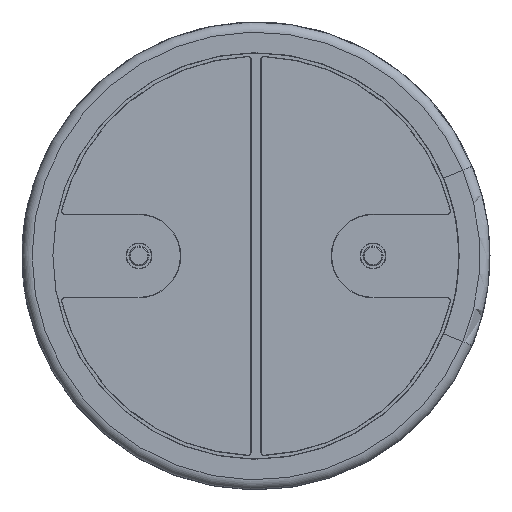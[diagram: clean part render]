
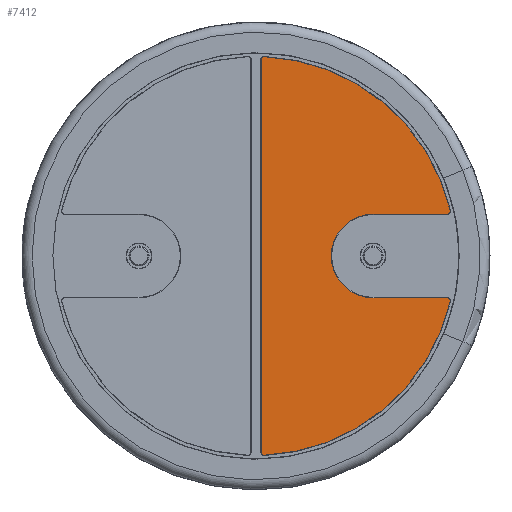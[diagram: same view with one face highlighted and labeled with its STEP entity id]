
A CAD part, front view. The second image highlights one B-rep face of the part: STEP entity #7412.
In plain terms, the highlighted planar face has unit normal (0, -1, 0).
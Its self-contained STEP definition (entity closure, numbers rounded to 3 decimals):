
#100=PLANE('',#7892);
#416=CIRCLE('',#7857,0.182);
#419=CIRCLE('',#7862,0.182);
#422=CIRCLE('',#7866,10.652);
#425=CIRCLE('',#7870,0.182);
#429=CIRCLE('',#7876,2.226);
#433=CIRCLE('',#7882,0.182);
#435=CIRCLE('',#7885,10.652);
#660=FACE_OUTER_BOUND('',#985,.T.);
#985=EDGE_LOOP('',(#6373,#6374,#6375,#6376,#6377,#6378,#6379,#6380,#6381,
#6382));
#1295=LINE('',#15778,#1576);
#1297=LINE('',#15802,#1578);
#1299=LINE('',#15814,#1580);
#1576=VECTOR('',#8948,10.);
#1578=VECTOR('',#8978,10.);
#1580=VECTOR('',#8992,10.);
#3164=VERTEX_POINT('',#15766);
#3167=VERTEX_POINT('',#15771);
#3169=VERTEX_POINT('',#15776);
#3171=VERTEX_POINT('',#15782);
#3173=VERTEX_POINT('',#15788);
#3175=VERTEX_POINT('',#15794);
#3177=VERTEX_POINT('',#15800);
#3179=VERTEX_POINT('',#15806);
#3181=VERTEX_POINT('',#15812);
#3183=VERTEX_POINT('',#15818);
#4248=EDGE_CURVE('',#3167,#3164,#416,.T.);
#4250=EDGE_CURVE('',#3169,#3167,#1295,.T.);
#4253=EDGE_CURVE('',#3171,#3169,#419,.T.);
#4256=EDGE_CURVE('',#3173,#3171,#422,.T.);
#4259=EDGE_CURVE('',#3175,#3173,#425,.T.);
#4262=EDGE_CURVE('',#3177,#3175,#1297,.T.);
#4265=EDGE_CURVE('',#3179,#3177,#429,.T.);
#4268=EDGE_CURVE('',#3181,#3179,#1299,.T.);
#4271=EDGE_CURVE('',#3183,#3181,#433,.T.);
#4273=EDGE_CURVE('',#3164,#3183,#435,.T.);
#6373=ORIENTED_EDGE('',*,*,#4248,.F.);
#6374=ORIENTED_EDGE('',*,*,#4250,.F.);
#6375=ORIENTED_EDGE('',*,*,#4253,.F.);
#6376=ORIENTED_EDGE('',*,*,#4256,.F.);
#6377=ORIENTED_EDGE('',*,*,#4259,.F.);
#6378=ORIENTED_EDGE('',*,*,#4262,.F.);
#6379=ORIENTED_EDGE('',*,*,#4265,.F.);
#6380=ORIENTED_EDGE('',*,*,#4268,.F.);
#6381=ORIENTED_EDGE('',*,*,#4271,.F.);
#6382=ORIENTED_EDGE('',*,*,#4273,.F.);
#7412=ADVANCED_FACE('',(#660),#100,.F.);
#7857=AXIS2_PLACEMENT_3D('',#15773,#8942,#8943);
#7862=AXIS2_PLACEMENT_3D('',#15784,#8954,#8955);
#7866=AXIS2_PLACEMENT_3D('',#15790,#8962,#8963);
#7870=AXIS2_PLACEMENT_3D('',#15796,#8970,#8971);
#7876=AXIS2_PLACEMENT_3D('',#15808,#8984,#8985);
#7882=AXIS2_PLACEMENT_3D('',#15820,#8998,#8999);
#7885=AXIS2_PLACEMENT_3D('',#15823,#9004,#9005);
#7892=AXIS2_PLACEMENT_3D('',#15836,#9024,#9025);
#8942=DIRECTION('center_axis',(0.,1.,0.));
#8943=DIRECTION('ref_axis',(-0.692,0.,0.722));
#8948=DIRECTION('',(0.,0.,1.));
#8954=DIRECTION('center_axis',(0.,1.,0.));
#8955=DIRECTION('ref_axis',(-0.692,0.,-0.722));
#8962=DIRECTION('center_axis',(0.,1.,0.));
#8963=DIRECTION('ref_axis',(0.637,0.,-0.771));
#8970=DIRECTION('center_axis',(0.,1.,0.));
#8971=DIRECTION('ref_axis',(0.784,0.,0.62));
#8978=DIRECTION('',(1.,0.,0.));
#8984=DIRECTION('center_axis',(0.,-1.,0.));
#8985=DIRECTION('ref_axis',(-1.,0.,0.));
#8992=DIRECTION('',(-1.,0.,0.));
#8998=DIRECTION('center_axis',(0.,1.,0.));
#8999=DIRECTION('ref_axis',(0.784,0.,-0.62));
#9004=DIRECTION('center_axis',(0.,1.,0.));
#9005=DIRECTION('ref_axis',(0.637,0.,0.771));
#9024=DIRECTION('center_axis',(0.,1.,0.));
#9025=DIRECTION('ref_axis',(0.,0.,1.));
#15766=CARTESIAN_POINT('',(0.458,-0.12,10.642));
#15771=CARTESIAN_POINT('',(0.268,-0.12,10.46));
#15773=CARTESIAN_POINT('Origin',(0.45,-0.12,10.46));
#15776=CARTESIAN_POINT('',(0.268,-0.12,-10.46));
#15778=CARTESIAN_POINT('',(0.268,-0.12,5.23));
#15782=CARTESIAN_POINT('',(0.458,-0.12,-10.642));
#15784=CARTESIAN_POINT('Origin',(0.45,-0.12,-10.46));
#15788=CARTESIAN_POINT('',(10.366,-0.12,-2.45));
#15790=CARTESIAN_POINT('Origin',(0.,-0.12,0.));
#15794=CARTESIAN_POINT('',(10.189,-0.12,-2.226));
#15796=CARTESIAN_POINT('Origin',(10.189,-0.12,-2.408));
#15800=CARTESIAN_POINT('',(6.25,-0.12,-2.226));
#15802=CARTESIAN_POINT('',(7.754,-0.12,-2.226));
#15806=CARTESIAN_POINT('',(6.25,-0.12,2.226));
#15808=CARTESIAN_POINT('Origin',(6.25,-0.12,0.));
#15812=CARTESIAN_POINT('',(10.189,-0.12,2.226));
#15814=CARTESIAN_POINT('',(5.785,-0.12,2.226));
#15818=CARTESIAN_POINT('',(10.366,-0.12,2.45));
#15820=CARTESIAN_POINT('Origin',(10.189,-0.12,2.408));
#15823=CARTESIAN_POINT('Origin',(0.,-0.12,0.));
#15836=CARTESIAN_POINT('Origin',(5.32,-0.12,0.));
